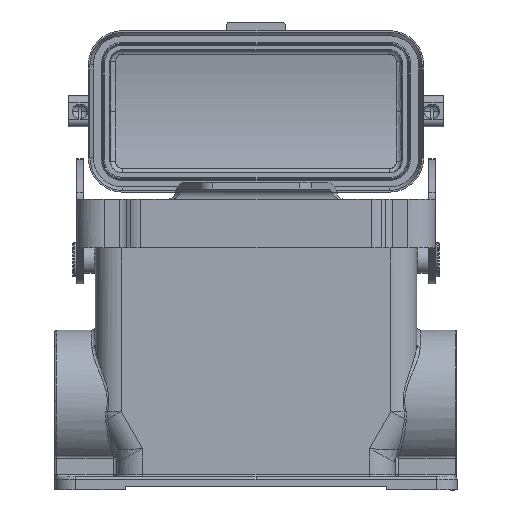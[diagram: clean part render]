
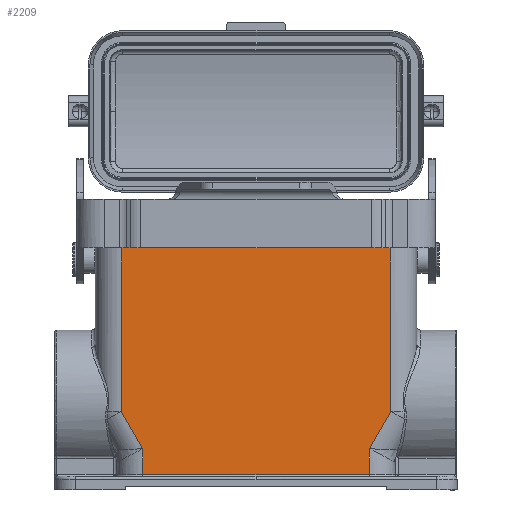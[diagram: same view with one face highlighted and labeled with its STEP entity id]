
A CAD part, front view. The second image highlights one B-rep face of the part: STEP entity #2209.
In plain terms, the highlighted planar face has unit normal (0, -1, 0).
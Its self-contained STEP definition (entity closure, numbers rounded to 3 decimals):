
#2209=ADVANCED_FACE('',(#3362),#2917,.T.);
#2917=PLANE('',#14901);
#3362=FACE_OUTER_BOUND('',#4162,.T.);
#4162=EDGE_LOOP('',(#5868,#5869,#5870,#5871,#5872,#5873,#5874,#5875,#5876,
#5877,#5878,#5879,#5880));
#5868=ORIENTED_EDGE('',*,*,#11022,.T.);
#5869=ORIENTED_EDGE('',*,*,#11021,.T.);
#5870=ORIENTED_EDGE('',*,*,#11013,.T.);
#5871=ORIENTED_EDGE('',*,*,#11008,.T.);
#5872=ORIENTED_EDGE('',*,*,#10496,.T.);
#5873=ORIENTED_EDGE('',*,*,#11023,.F.);
#5874=ORIENTED_EDGE('',*,*,#11024,.T.);
#5875=ORIENTED_EDGE('',*,*,#11025,.F.);
#5876=ORIENTED_EDGE('',*,*,#11026,.F.);
#5877=ORIENTED_EDGE('',*,*,#10493,.T.);
#5878=ORIENTED_EDGE('',*,*,#11027,.T.);
#5879=ORIENTED_EDGE('',*,*,#11028,.T.);
#5880=ORIENTED_EDGE('',*,*,#11029,.T.);
#9135=VERTEX_POINT('',#19791);
#9139=VERTEX_POINT('',#19800);
#9142=VERTEX_POINT('',#19807);
#9143=VERTEX_POINT('',#19809);
#9483=VERTEX_POINT('',#22902);
#9486=VERTEX_POINT('',#22968);
#9490=VERTEX_POINT('',#23094);
#9492=VERTEX_POINT('',#23100);
#9493=VERTEX_POINT('',#23102);
#9494=VERTEX_POINT('',#23104);
#9495=VERTEX_POINT('',#23106);
#9496=VERTEX_POINT('',#23109);
#9497=VERTEX_POINT('',#23111);
#10493=EDGE_CURVE('',#9135,#9139,#12576,.T.);
#10496=EDGE_CURVE('',#9143,#9142,#12578,.T.);
#11008=EDGE_CURVE('',#9483,#9143,#12792,.T.);
#11013=EDGE_CURVE('',#9486,#9483,#12793,.T.);
#11021=EDGE_CURVE('',#9490,#9486,#12795,.T.);
#11022=EDGE_CURVE('',#9492,#9490,#12796,.T.);
#11023=EDGE_CURVE('',#9493,#9142,#12797,.T.);
#11024=EDGE_CURVE('',#9493,#9494,#12798,.T.);
#11025=EDGE_CURVE('',#9495,#9494,#12799,.T.);
#11026=EDGE_CURVE('',#9135,#9495,#12800,.T.);
#11027=EDGE_CURVE('',#9139,#9496,#12801,.T.);
#11028=EDGE_CURVE('',#9496,#9497,#12802,.T.);
#11029=EDGE_CURVE('',#9497,#9492,#12803,.T.);
#12576=LINE('',#19801,#13568);
#12578=LINE('',#19808,#13570);
#12792=LINE('',#22901,#13784);
#12793=LINE('',#22967,#13785);
#12795=LINE('',#23097,#13787);
#12796=LINE('',#23099,#13788);
#12797=LINE('',#23101,#13789);
#12798=LINE('',#23103,#13790);
#12799=LINE('',#23105,#13791);
#12800=LINE('',#23107,#13792);
#12801=LINE('',#23108,#13793);
#12802=LINE('',#23110,#13794);
#12803=LINE('',#23112,#13795);
#13568=VECTOR('',#15991,1.);
#13570=VECTOR('',#15997,1.);
#13784=VECTOR('',#16901,1.);
#13785=VECTOR('',#16904,1.);
#13787=VECTOR('',#16910,1.);
#13788=VECTOR('',#16913,1.);
#13789=VECTOR('',#16914,1.);
#13790=VECTOR('',#16915,1.);
#13791=VECTOR('',#16916,1.);
#13792=VECTOR('',#16917,1.);
#13793=VECTOR('',#16918,1.);
#13794=VECTOR('',#16919,1.);
#13795=VECTOR('',#16920,1.);
#14901=AXIS2_PLACEMENT_3D('',#23113,#16921,#16922);
#15991=DIRECTION('',(-1.,0.,0.));
#15997=DIRECTION('',(-1.,0.,0.));
#16901=DIRECTION('',(0.,0.,1.));
#16904=DIRECTION('',(0.5,0.,0.866));
#16910=DIRECTION('',(0.,0.,1.));
#16913=DIRECTION('',(1.,0.,0.));
#16914=DIRECTION('',(0.,0.,-1.));
#16915=DIRECTION('',(-1.,0.,0.));
#16916=DIRECTION('',(1.,0.,0.));
#16917=DIRECTION('',(0.,0.,1.));
#16918=DIRECTION('',(0.,0.,-1.));
#16919=DIRECTION('',(0.5,0.,-0.866));
#16920=DIRECTION('',(0.,0.,-1.));
#16921=DIRECTION('',(0.,-1.,0.));
#16922=DIRECTION('',(0.,0.,1.));
#19791=CARTESIAN_POINT('',(-39.05,-21.5,74.));
#19800=CARTESIAN_POINT('',(-39.25,-21.5,74.));
#19801=CARTESIAN_POINT('',(39.25,-21.5,74.));
#19807=CARTESIAN_POINT('',(39.05,-21.5,74.));
#19808=CARTESIAN_POINT('',(39.25,-21.5,74.));
#19809=CARTESIAN_POINT('',(39.25,-21.5,74.));
#22901=CARTESIAN_POINT('',(39.25,-21.5,25.835));
#22902=CARTESIAN_POINT('',(39.25,-21.5,25.835));
#22967=CARTESIAN_POINT('',(33.,-21.5,15.01));
#22968=CARTESIAN_POINT('',(33.,-21.5,15.01));
#23094=CARTESIAN_POINT('',(33.,-21.5,7.5));
#23097=CARTESIAN_POINT('',(33.,-21.5,7.5));
#23099=CARTESIAN_POINT('',(-33.,-21.5,7.5));
#23100=CARTESIAN_POINT('',(-33.,-21.5,7.5));
#23101=CARTESIAN_POINT('',(39.05,-21.5,77.6));
#23102=CARTESIAN_POINT('',(39.05,-21.5,77.6));
#23103=CARTESIAN_POINT('',(39.05,-21.5,77.6));
#23104=CARTESIAN_POINT('',(0.,-21.5,77.6));
#23105=CARTESIAN_POINT('',(-39.05,-21.5,77.6));
#23106=CARTESIAN_POINT('',(-39.05,-21.5,77.6));
#23107=CARTESIAN_POINT('',(-39.05,-21.5,74.));
#23108=CARTESIAN_POINT('',(-39.25,-21.5,74.));
#23109=CARTESIAN_POINT('',(-39.25,-21.5,25.835));
#23110=CARTESIAN_POINT('',(-39.25,-21.5,25.835));
#23111=CARTESIAN_POINT('',(-33.,-21.5,15.01));
#23112=CARTESIAN_POINT('',(-33.,-21.5,15.01));
#23113=CARTESIAN_POINT('',(40.35,-21.5,5.9));
